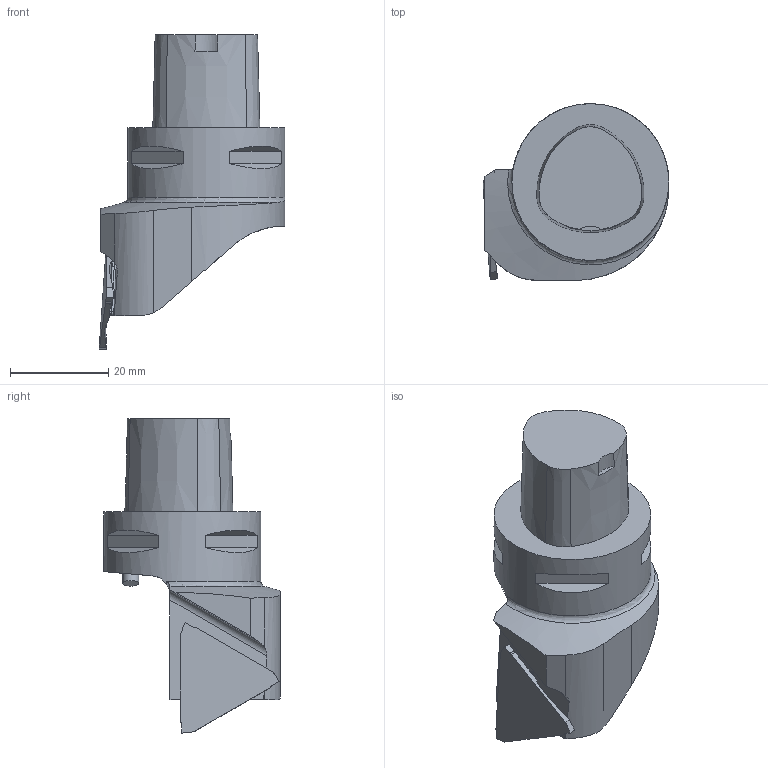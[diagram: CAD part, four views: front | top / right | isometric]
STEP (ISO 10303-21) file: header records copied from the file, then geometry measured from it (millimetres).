
FILE_DESCRIPTION(/* description */ (''),/* implementation_level */ '2;1');
FILE_NAME(/* name */ '1572927863304.stp',/* time_stamp */ '2019-11-05T09:54:33+05:00',/* author */ (''),/* organization */ ('SMS'),/* preprocessor_version */ 'ST-DEVELOPER v16.7',/* originating_system */ 'SIEMENS PLM Software NX 12.0',/* authorisation */ '');
FILE_SCHEMA (('AUTOMOTIVE_DESIGN { 1 0 10303 214 3 1 1 1 }'));
Length unit declared in the file: millimetre
Products named in the file (4): ASSEMBLY_CONSTRUCTION; 202514411mod000_00; 202543601mod000_00; 202543602mod000_00
Assembly tree (3 placements, depth 2):
  202543602mod000_00
    202543601mod000_00
    202514411mod000_00
    ASSEMBLY_CONSTRUCTION
Bounding box: 37.88 x 36 x 64.11 mm (x, y, z)
Volume: 29179.8 mm3; surface area: 7210.7 mm2
Topology: 2 solids, 2 shells, 147 faces, 374 edges, 247 vertices
Faces by surface type: plane 68, cylinder 38, bspline 18, cone 10, torus 7, sphere 6
Full cylindrical faces by diameter (mm): 3.3 x1, 32 x1
Entity records: 5067 total; most frequent: CARTESIAN_POINT 1460, ORIENTED_EDGE 738, DIRECTION 695, EDGE_CURVE 369, AXIS2_PLACEMENT_3D 264, VERTEX_POINT 234, LINE 167, VECTOR 167
